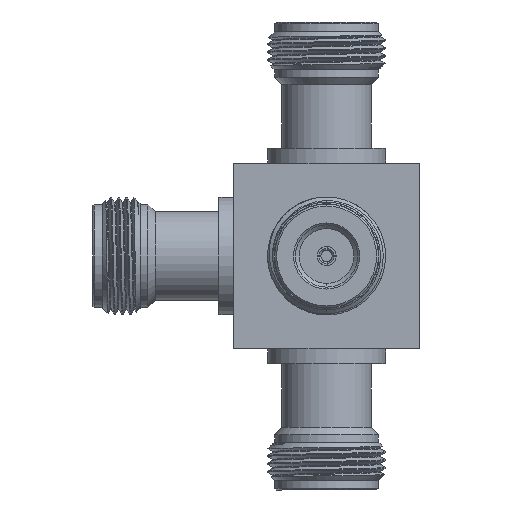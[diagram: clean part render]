
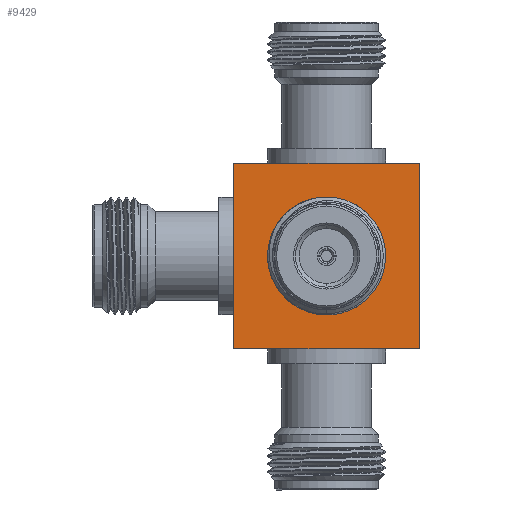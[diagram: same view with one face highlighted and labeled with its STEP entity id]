
A CAD part, left-side view. The second image highlights one B-rep face of the part: STEP entity #9429.
In plain terms, the highlighted planar face has unit normal (-1, 0, 0).
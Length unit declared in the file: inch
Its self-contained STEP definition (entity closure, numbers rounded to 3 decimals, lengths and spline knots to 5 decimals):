
#1206 = VERTEX_POINT ( 'NONE', #37285 ) ;
#2048 = CARTESIAN_POINT ( 'NONE',  ( -4.64567, -0.49213, -0.49213 ) ) ;
#3433 = DIRECTION ( 'NONE',  ( 0., -1., 0. ) ) ;
#5132 = EDGE_CURVE ( 'NONE', #17779, #9555, #14631, .T. ) ;
#5697 = ORIENTED_EDGE ( 'NONE', *, *, #32724, .F. ) ;
#7146 = DIRECTION ( 'NONE',  ( 0., 0., -1. ) ) ;
#9144 = VECTOR ( 'NONE', #34021, 39.37008 ) ;
#9429 = ADVANCED_FACE ( 'NONE', ( #11578, #34154 ), #26557, .F. ) ;
#9555 = VERTEX_POINT ( 'NONE', #2048 ) ;
#9639 = VECTOR ( 'NONE', #29800, 39.37008 ) ;
#10565 = ORIENTED_EDGE ( 'NONE', *, *, #16948, .F. ) ;
#11064 = DIRECTION ( 'NONE',  ( 0., 0., -1. ) ) ;
#11177 = CARTESIAN_POINT ( 'NONE',  ( -4.64567, -0.49213, 0.49213 ) ) ;
#11440 = EDGE_CURVE ( 'NONE', #30531, #19868, #30031, .T. ) ;
#11578 = FACE_BOUND ( 'NONE', #29453, .T. ) ;
#12510 = CARTESIAN_POINT ( 'NONE',  ( -4.64567, -0.49213, 0.49213 ) ) ;
#13484 = ORIENTED_EDGE ( 'NONE', *, *, #14544, .T. ) ;
#14170 = CIRCLE ( 'NONE', #25592, 0.3125 ) ;
#14400 = VECTOR ( 'NONE', #3433, 39.37008 ) ;
#14544 = EDGE_CURVE ( 'NONE', #19868, #9555, #25091, .T. ) ;
#14631 = LINE ( 'NONE', #36981, #31744 ) ;
#14841 = ORIENTED_EDGE ( 'NONE', *, *, #29483, .F. ) ;
#15279 = CARTESIAN_POINT ( 'NONE',  ( -4.64567, 0.49213, 0.49213 ) ) ;
#15607 = DIRECTION ( 'NONE',  ( 0., 1., 0. ) ) ;
#16948 = EDGE_CURVE ( 'NONE', #30531, #17779, #23323, .T. ) ;
#17152 = AXIS2_PLACEMENT_3D ( 'NONE', #12510, #40605, #15607 ) ;
#17623 = CARTESIAN_POINT ( 'NONE',  ( -4.64567, 0., 0. ) ) ;
#17779 = VERTEX_POINT ( 'NONE', #11177 ) ;
#17799 = ORIENTED_EDGE ( 'NONE', *, *, #11440, .T. ) ;
#19632 = CARTESIAN_POINT ( 'NONE',  ( -4.64567, 0.49213, 0.49213 ) ) ;
#19868 = VERTEX_POINT ( 'NONE', #38249 ) ;
#20257 = DIRECTION ( 'NONE',  ( -1., 0., 0. ) ) ;
#21922 = ORIENTED_EDGE ( 'NONE', *, *, #5132, .F. ) ;
#23323 = LINE ( 'NONE', #26889, #9144 ) ;
#25091 = LINE ( 'NONE', #42688, #14400 ) ;
#25592 = AXIS2_PLACEMENT_3D ( 'NONE', #17623, #20257, #34739 ) ;
#26557 = PLANE ( 'NONE',  #17152 ) ;
#26755 = CARTESIAN_POINT ( 'NONE',  ( -4.64567, 0., 0.3125 ) ) ;
#26889 = CARTESIAN_POINT ( 'NONE',  ( -4.64567, -0.49213, 0.49213 ) ) ;
#27109 = AXIS2_PLACEMENT_3D ( 'NONE', #28797, #43319, #7146 ) ;
#27215 = EDGE_LOOP ( 'NONE', ( #13484, #21922, #10565, #17799 ) ) ;
#28797 = CARTESIAN_POINT ( 'NONE',  ( -4.64567, 0., 0. ) ) ;
#29453 = EDGE_LOOP ( 'NONE', ( #14841, #5697 ) ) ;
#29483 = EDGE_CURVE ( 'NONE', #1206, #42934, #14170, .T. ) ;
#29800 = DIRECTION ( 'NONE',  ( 0., 0., -1. ) ) ;
#30031 = LINE ( 'NONE', #15279, #9639 ) ;
#30531 = VERTEX_POINT ( 'NONE', #19632 ) ;
#31744 = VECTOR ( 'NONE', #11064, 39.37008 ) ;
#32724 = EDGE_CURVE ( 'NONE', #42934, #1206, #33255, .T. ) ;
#33255 = CIRCLE ( 'NONE', #27109, 0.3125 ) ;
#34021 = DIRECTION ( 'NONE',  ( 0., -1., 0. ) ) ;
#34154 = FACE_OUTER_BOUND ( 'NONE', #27215, .T. ) ;
#34739 = DIRECTION ( 'NONE',  ( 0., 0., -1. ) ) ;
#36981 = CARTESIAN_POINT ( 'NONE',  ( -4.64567, -0.49213, 0.49213 ) ) ;
#37285 = CARTESIAN_POINT ( 'NONE',  ( -4.64567, 0., -0.3125 ) ) ;
#38249 = CARTESIAN_POINT ( 'NONE',  ( -4.64567, 0.49213, -0.49213 ) ) ;
#40605 = DIRECTION ( 'NONE',  ( 1., 0., 0. ) ) ;
#42688 = CARTESIAN_POINT ( 'NONE',  ( -4.64567, -0.49213, -0.49213 ) ) ;
#42934 = VERTEX_POINT ( 'NONE', #26755 ) ;
#43319 = DIRECTION ( 'NONE',  ( -1., 0., 0. ) ) ;
